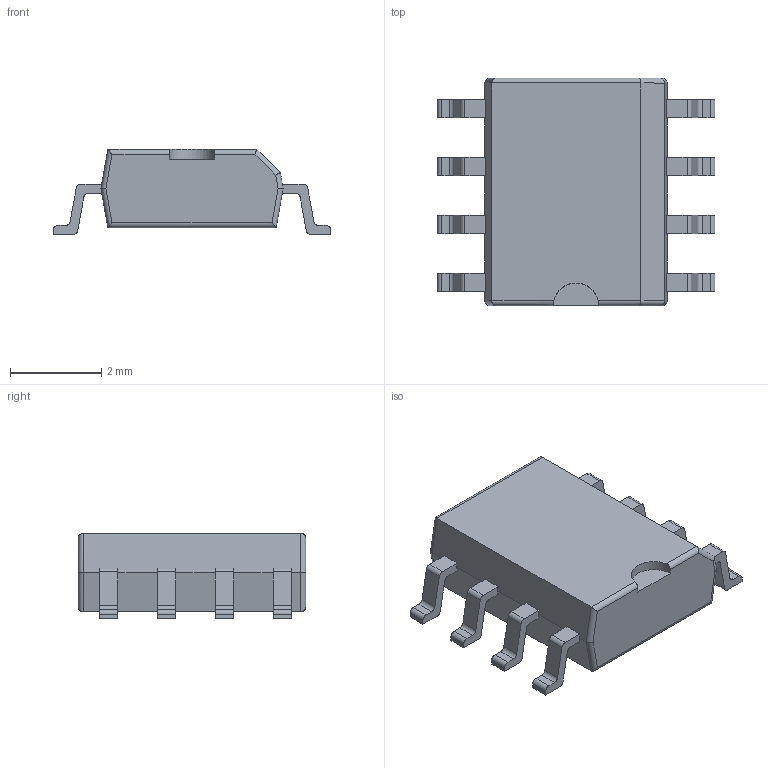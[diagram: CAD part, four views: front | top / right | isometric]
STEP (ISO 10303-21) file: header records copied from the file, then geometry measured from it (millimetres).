
FILE_DESCRIPTION(/* description */ (''),/* implementation_level */ '2;1');
FILE_NAME(/* name */ 'TI-D-SOIC-8.stp',/* time_stamp */ '2018-12-21T18:54:03+01:00',/* author */ ('sawaiz'),/* organization */ (''),/* preprocessor_version */ 'ST-DEVELOPER v17',/* originating_system */ 'Autodesk Inventor 2019',/* authorisation */ '');
FILE_SCHEMA (('AUTOMOTIVE_DESIGN { 1 0 10303 214 3 1 1 }'));
Length unit declared in the file: millimetre
Products named in the file (1): TI-D-SOIC-8
Bounding box: 6.1 x 5 x 1.87 mm (x, y, z)
Volume: 33.6 mm3; surface area: 82.5 mm2
Topology: 1 solids, 1 shells, 138 faces, 394 edges, 258 vertices
Faces by surface type: plane 82, cylinder 56
Entity records: 4654 total; most frequent: CARTESIAN_POINT 809, ORIENTED_EDGE 788, DIRECTION 766, EDGE_CURVE 394, LINE 296, VECTOR 296, VERTEX_POINT 258, AXIS2_PLACEMENT_3D 235
